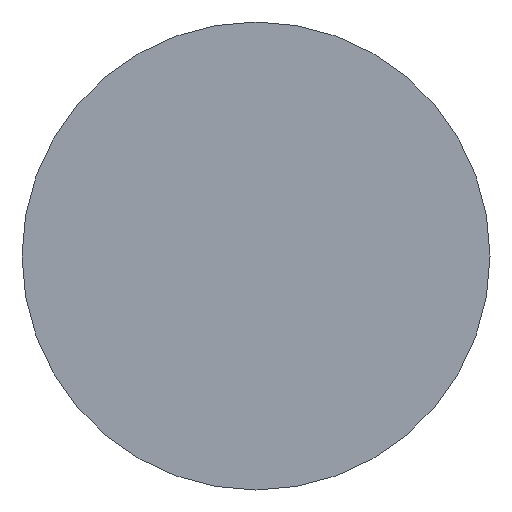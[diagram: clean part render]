
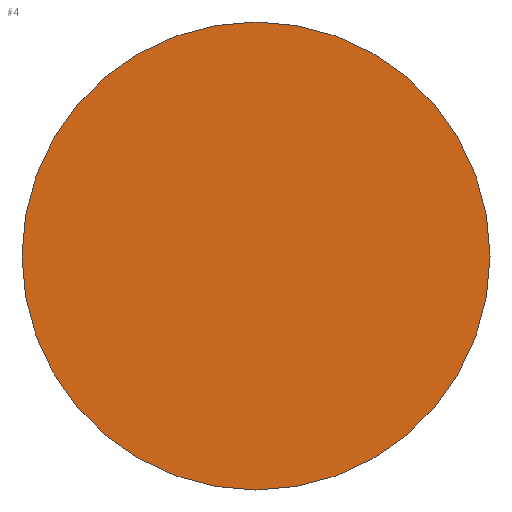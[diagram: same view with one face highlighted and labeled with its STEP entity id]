
A CAD part, left-side view. The second image highlights one B-rep face of the part: STEP entity #4.
In plain terms, the highlighted planar face has unit normal (-1, 0, 0).
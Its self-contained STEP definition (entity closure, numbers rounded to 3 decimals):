
#4 = ADVANCED_FACE ( 'NONE', ( #158 ), #133, .F. ) ;
#9 = DIRECTION ( 'NONE',  ( 0., -1., 0. ) ) ;
#17 = ORIENTED_EDGE ( 'NONE', *, *, #25, .T. ) ;
#20 = EDGE_LOOP ( 'NONE', ( #17, #152 ) ) ;
#21 = CARTESIAN_POINT ( 'NONE',  ( 44.854, 18.062, 0. ) ) ;
#25 = EDGE_CURVE ( 'NONE', #115, #55, #78, .T. ) ;
#37 = CIRCLE ( 'NONE', #107, 8. ) ;
#40 = EDGE_CURVE ( 'NONE', #55, #115, #37, .T. ) ;
#48 = AXIS2_PLACEMENT_3D ( 'NONE', #82, #99, #9 ) ;
#53 = CARTESIAN_POINT ( 'NONE',  ( 44.854, 26.062, 0. ) ) ;
#55 = VERTEX_POINT ( 'NONE', #85 ) ;
#68 = DIRECTION ( 'NONE',  ( 1., 0., 0. ) ) ;
#78 = CIRCLE ( 'NONE', #48, 8. ) ;
#81 = CARTESIAN_POINT ( 'NONE',  ( 44.854, 26.062, 0. ) ) ;
#82 = CARTESIAN_POINT ( 'NONE',  ( 44.854, 26.062, 0. ) ) ;
#85 = CARTESIAN_POINT ( 'NONE',  ( 44.854, 34.062, 0. ) ) ;
#94 = DIRECTION ( 'NONE',  ( 0., 1., 0. ) ) ;
#99 = DIRECTION ( 'NONE',  ( -1., 0., 0. ) ) ;
#100 = DIRECTION ( 'NONE',  ( 0., -1., 0. ) ) ;
#107 = AXIS2_PLACEMENT_3D ( 'NONE', #81, #147, #100 ) ;
#115 = VERTEX_POINT ( 'NONE', #21 ) ;
#116 = AXIS2_PLACEMENT_3D ( 'NONE', #53, #68, #94 ) ;
#133 = PLANE ( 'NONE',  #116 ) ;
#147 = DIRECTION ( 'NONE',  ( -1., 0., 0. ) ) ;
#152 = ORIENTED_EDGE ( 'NONE', *, *, #40, .T. ) ;
#158 = FACE_OUTER_BOUND ( 'NONE', #20, .T. ) ;
